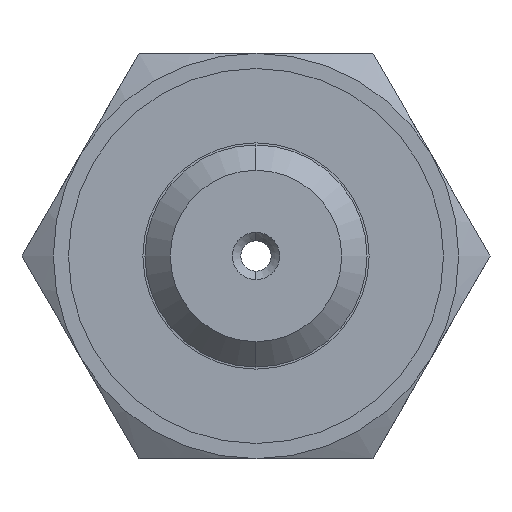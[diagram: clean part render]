
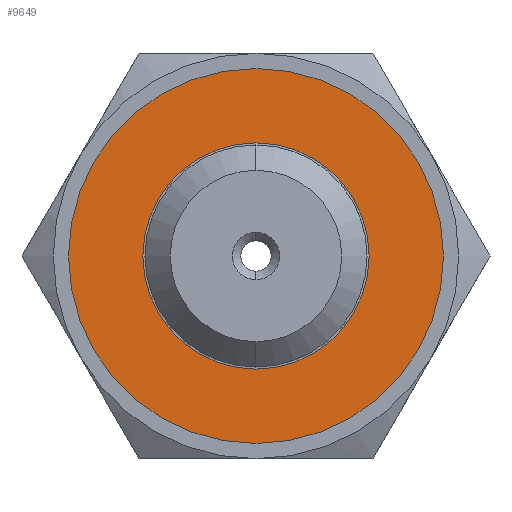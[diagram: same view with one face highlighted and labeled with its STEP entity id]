
A CAD part, front view. The second image highlights one B-rep face of the part: STEP entity #9649.
In plain terms, the highlighted planar face has unit normal (0, -1, 0).
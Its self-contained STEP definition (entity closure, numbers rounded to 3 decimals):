
#39 = VERTEX_POINT ( 'NONE', #16127 ) ;
#495 = ORIENTED_EDGE ( 'NONE', *, *, #3150, .F. ) ;
#1507 = CARTESIAN_POINT ( 'NONE',  ( 0., 0., 11.1 ) ) ;
#1897 = EDGE_CURVE ( 'NONE', #39, #20232, #5913, .T. ) ;
#1898 = DIRECTION ( 'NONE',  ( 0., -1., 0. ) ) ;
#3008 = CIRCLE ( 'NONE', #21660, 6.7 ) ;
#3150 = EDGE_CURVE ( 'NONE', #20232, #39, #3008, .T. ) ;
#3698 = PLANE ( 'NONE',  #17976 ) ;
#4283 = DIRECTION ( 'NONE',  ( 0., 0., -1. ) ) ;
#5603 = DIRECTION ( 'NONE',  ( 0., -1., 0. ) ) ;
#5723 = EDGE_CURVE ( 'NONE', #9398, #18880, #7577, .T. ) ;
#5913 = CIRCLE ( 'NONE', #16387, 6.7 ) ;
#6371 = CIRCLE ( 'NONE', #17617, 11.1 ) ;
#7419 = CARTESIAN_POINT ( 'NONE',  ( 0., 0., 0. ) ) ;
#7429 = DIRECTION ( 'NONE',  ( 0., 0., -1. ) ) ;
#7577 = CIRCLE ( 'NONE', #13563, 11.1 ) ;
#7587 = CARTESIAN_POINT ( 'NONE',  ( 0., 0., 0. ) ) ;
#8051 = DIRECTION ( 'NONE',  ( 0., -1., 0. ) ) ;
#8994 = FACE_OUTER_BOUND ( 'NONE', #10885, .T. ) ;
#9398 = VERTEX_POINT ( 'NONE', #17555 ) ;
#9649 = ADVANCED_FACE ( 'NONE', ( #8994, #21685 ), #3698, .T. ) ;
#9888 = EDGE_CURVE ( 'NONE', #18880, #9398, #6371, .T. ) ;
#10385 = ORIENTED_EDGE ( 'NONE', *, *, #5723, .T. ) ;
#10885 = EDGE_LOOP ( 'NONE', ( #10385, #20255 ) ) ;
#11187 = CARTESIAN_POINT ( 'NONE',  ( -11.1, 0., 0. ) ) ;
#13550 = DIRECTION ( 'NONE',  ( 0., 0., -1. ) ) ;
#13563 = AXIS2_PLACEMENT_3D ( 'NONE', #7419, #1898, #20182 ) ;
#14669 = CARTESIAN_POINT ( 'NONE',  ( 0., 0., -6.7 ) ) ;
#15062 = EDGE_LOOP ( 'NONE', ( #495, #20102 ) ) ;
#16125 = DIRECTION ( 'NONE',  ( 0., 0., -1. ) ) ;
#16127 = CARTESIAN_POINT ( 'NONE',  ( 0., 0., 6.7 ) ) ;
#16219 = DIRECTION ( 'NONE',  ( 0., -1., 0. ) ) ;
#16387 = AXIS2_PLACEMENT_3D ( 'NONE', #18870, #18632, #4283 ) ;
#16933 = CARTESIAN_POINT ( 'NONE',  ( 0., 0., 0. ) ) ;
#17555 = CARTESIAN_POINT ( 'NONE',  ( 0., 0., -11.1 ) ) ;
#17617 = AXIS2_PLACEMENT_3D ( 'NONE', #7587, #5603, #16125 ) ;
#17976 = AXIS2_PLACEMENT_3D ( 'NONE', #11187, #16219, #7429 ) ;
#18632 = DIRECTION ( 'NONE',  ( 0., -1., 0. ) ) ;
#18870 = CARTESIAN_POINT ( 'NONE',  ( 0., 0., 0. ) ) ;
#18880 = VERTEX_POINT ( 'NONE', #1507 ) ;
#20102 = ORIENTED_EDGE ( 'NONE', *, *, #1897, .F. ) ;
#20182 = DIRECTION ( 'NONE',  ( 0., 0., -1. ) ) ;
#20232 = VERTEX_POINT ( 'NONE', #14669 ) ;
#20255 = ORIENTED_EDGE ( 'NONE', *, *, #9888, .T. ) ;
#21660 = AXIS2_PLACEMENT_3D ( 'NONE', #16933, #8051, #13550 ) ;
#21685 = FACE_BOUND ( 'NONE', #15062, .T. ) ;
